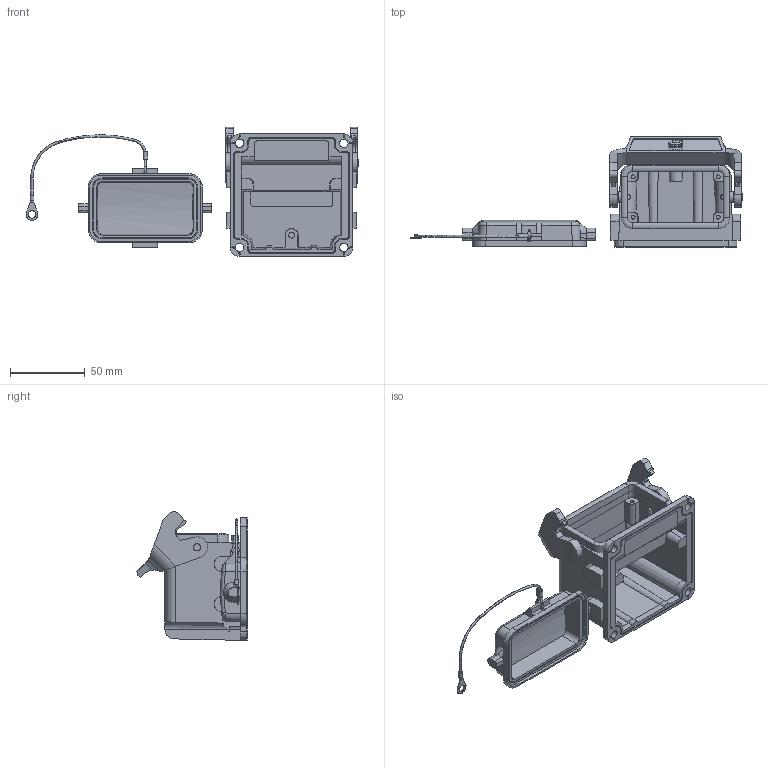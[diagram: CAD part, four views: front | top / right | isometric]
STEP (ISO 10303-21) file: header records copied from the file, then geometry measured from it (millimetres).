
FILE_DESCRIPTION(/* description */ (''),/* implementation_level */ '2;1');
FILE_NAME(/* name */ '100190082ugm000_b.stp',/* time_stamp */ '2020-03-13T15:09:10+01:00',/* author */ (''),/* organization */ (''),/* preprocessor_version */ 'ST-DEVELOPER v16.7',/* originating_system */ 'SIEMENS PLM Software NX 12.0',/* authorisation */ '');
FILE_SCHEMA (('AUTOMOTIVE_DESIGN { 1 0 10303 214 3 1 1 1 }'));
Length unit declared in the file: millimetre
Products named in the file (1): 100190082ugm000_b
Bounding box: 222.77 x 73.85 x 86.59 mm (x, y, z)
Volume: 117503.9 mm3; surface area: 66767.2 mm2
Topology: 3 solids, 3 shells, 593 faces, 1653 edges, 1177 vertices
Faces by surface type: plane 372, cylinder 109, bspline 57, cone 49, torus 4, extrusion 2
Full cylindrical faces by diameter (mm): 1.025 x1, 1.211 x1, 2 x1, 2.5 x1, 2.74 x4, 4.05 x1, 4.8 x4, 5 x1, 5.65 x4, 7 x2
Entity records: 23831 total; most frequent: CARTESIAN_POINT 6453, ORIENTED_EDGE 3048, DIRECTION 2822, EDGE_CURVE 1524, VECTOR 1104, LINE 1102, VERTEX_POINT 993, AXIS2_PLACEMENT_3D 859
